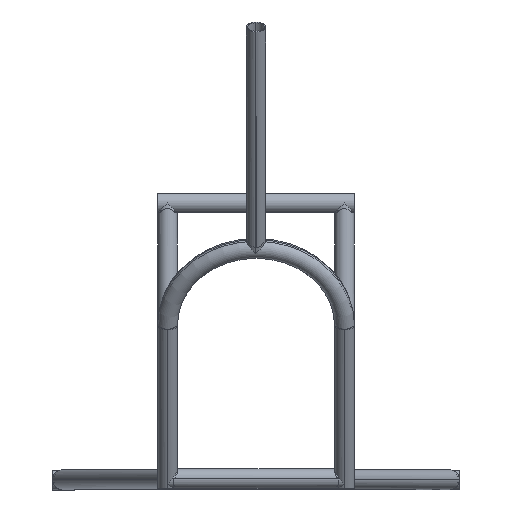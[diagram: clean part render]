
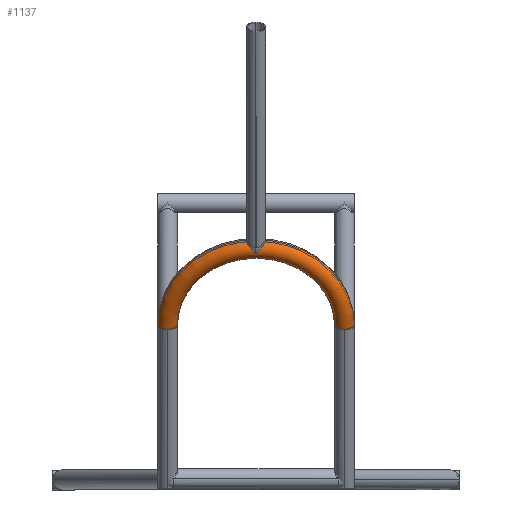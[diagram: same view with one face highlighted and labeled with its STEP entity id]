
A CAD part, top view. The second image highlights one B-rep face of the part: STEP entity #1137.
In plain terms, the highlighted toroidal (fillet/blend) face has major radius 80 mm and minor radius 9 mm.
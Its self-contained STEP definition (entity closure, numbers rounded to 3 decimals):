
#200 = DIRECTION ( 'NONE',  ( 0., -0.866, -0.5 ) ) ;
#340 = EDGE_CURVE ( 'NONE', #6305, #6387, #3687, .T. ) ;
#618 = DIRECTION ( 'NONE',  ( 0., -0.866, -0.5 ) ) ;
#716 = VERTEX_POINT ( 'NONE', #940 ) ;
#940 = CARTESIAN_POINT ( 'NONE',  ( -89., 138.718, 510.089 ) ) ;
#956 = CIRCLE ( 'NONE', #5980, 89. ) ;
#1137 = ADVANCED_FACE ( 'NONE', ( #1666 ), #4259, .T. ) ;
#1511 = AXIS2_PLACEMENT_3D ( 'NONE', #4668, #3203, #1580 ) ;
#1546 = ORIENTED_EDGE ( 'NONE', *, *, #340, .F. ) ;
#1580 = DIRECTION ( 'NONE',  ( 0., 0.5, -0.866 ) ) ;
#1643 = CIRCLE ( 'NONE', #3643, 71. ) ;
#1666 = FACE_OUTER_BOUND ( 'NONE', #2563, .T. ) ;
#1764 = AXIS2_PLACEMENT_3D ( 'NONE', #4475, #5927, #3893 ) ;
#2055 = CARTESIAN_POINT ( 'NONE',  ( -71., 138.718, 510.089 ) ) ;
#2395 = EDGE_CURVE ( 'NONE', #6305, #716, #956, .T. ) ;
#2563 = EDGE_LOOP ( 'NONE', ( #1546, #6681, #4123, #5804 ) ) ;
#3155 = DIRECTION ( 'NONE',  ( 0., -0.866, -0.5 ) ) ;
#3203 = DIRECTION ( 'NONE',  ( 0., -0.866, -0.5 ) ) ;
#3241 = DIRECTION ( 'NONE',  ( 0., -0.5, 0.866 ) ) ;
#3250 = VERTEX_POINT ( 'NONE', #2055 ) ;
#3304 = DIRECTION ( 'NONE',  ( 0., -0.5, 0.866 ) ) ;
#3643 = AXIS2_PLACEMENT_3D ( 'NONE', #6277, #3241, #3155 ) ;
#3687 = CIRCLE ( 'NONE', #1764, 9. ) ;
#3893 = DIRECTION ( 'NONE',  ( 0., 0.5, -0.866 ) ) ;
#4056 = CARTESIAN_POINT ( 'NONE',  ( 71., 138.718, 510.089 ) ) ;
#4123 = ORIENTED_EDGE ( 'NONE', *, *, #5401, .F. ) ;
#4259 = TOROIDAL_SURFACE ( 'NONE', #6533, 80., 9. ) ;
#4405 = CARTESIAN_POINT ( 'NONE',  ( 0., 138.718, 510.089 ) ) ;
#4475 = CARTESIAN_POINT ( 'NONE',  ( 80., 138.718, 510.089 ) ) ;
#4668 = CARTESIAN_POINT ( 'NONE',  ( -80., 138.718, 510.089 ) ) ;
#4672 = CIRCLE ( 'NONE', #1511, 9. ) ;
#5251 = CARTESIAN_POINT ( 'NONE',  ( 0., 138.718, 510.089 ) ) ;
#5401 = EDGE_CURVE ( 'NONE', #3250, #716, #4672, .T. ) ;
#5413 = CARTESIAN_POINT ( 'NONE',  ( 89., 138.718, 510.089 ) ) ;
#5804 = ORIENTED_EDGE ( 'NONE', *, *, #5913, .F. ) ;
#5913 = EDGE_CURVE ( 'NONE', #6387, #3250, #1643, .T. ) ;
#5927 = DIRECTION ( 'NONE',  ( 0., -0.866, -0.5 ) ) ;
#5980 = AXIS2_PLACEMENT_3D ( 'NONE', #4405, #3304, #200 ) ;
#6277 = CARTESIAN_POINT ( 'NONE',  ( 0., 138.718, 510.089 ) ) ;
#6291 = DIRECTION ( 'NONE',  ( 0., -0.5, 0.866 ) ) ;
#6305 = VERTEX_POINT ( 'NONE', #5413 ) ;
#6387 = VERTEX_POINT ( 'NONE', #4056 ) ;
#6533 = AXIS2_PLACEMENT_3D ( 'NONE', #5251, #6291, #618 ) ;
#6681 = ORIENTED_EDGE ( 'NONE', *, *, #2395, .T. ) ;
